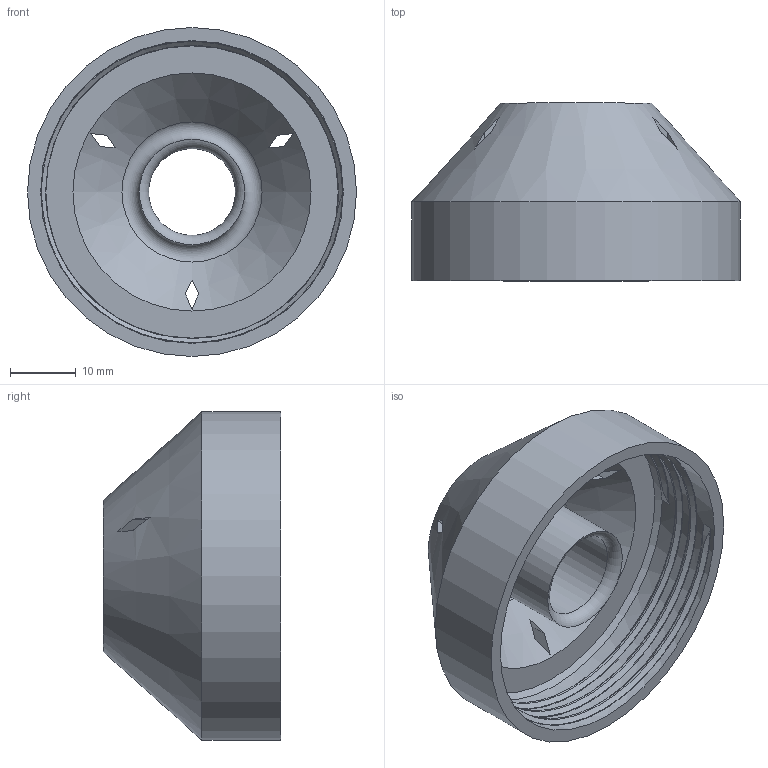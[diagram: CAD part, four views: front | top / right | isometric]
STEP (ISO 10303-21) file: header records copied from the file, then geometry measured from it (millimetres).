
FILE_DESCRIPTION(/* description */ (''),/* implementation_level */ '2;1');
FILE_NAME(/* name */ 'cup_cap.step',/* time_stamp */ '2020-03-06T12:46:17+01:00',/* author */ (''),/* organization */ (''),/* preprocessor_version */ 'ST-DEVELOPER v18',/* originating_system */ 'Autodesk Translation Framework v8.12.0.6',/* authorisation */ '');
FILE_SCHEMA (('AUTOMOTIVE_DESIGN { 1 0 10303 214 3 1 1 }'));
Length unit declared in the file: millimetre
Products named in the file (1): cup cap
Bounding box: 50 x 27 x 50 mm (x, y, z)
Volume: 15159.5 mm3; surface area: 10359.5 mm2
Topology: 1 solids, 1 shells, 40 faces, 108 edges, 72 vertices
Faces by surface type: plane 16, cylinder 13, cone 4, bspline 4, torus 3
Full cylindrical faces by diameter (mm): 13.2 x1, 16 x1, 44.5 x2, 46 x3, 50 x1
Entity records: 2327 total; most frequent: CARTESIAN_POINT 1374, ORIENTED_EDGE 218, DIRECTION 157, EDGE_CURVE 109, VERTEX_POINT 73, AXIS2_PLACEMENT_3D 63, EDGE_LOOP 50, FACE_OUTER_BOUND 40
